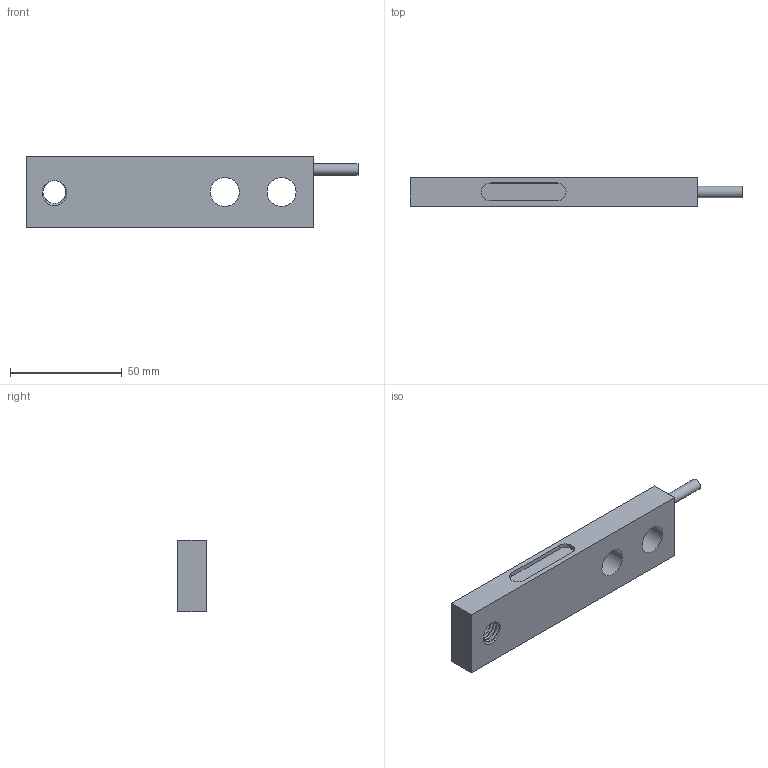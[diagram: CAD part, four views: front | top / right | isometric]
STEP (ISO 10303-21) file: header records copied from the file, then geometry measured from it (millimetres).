
FILE_DESCRIPTION(/* description */ (''),/* implementation_level */ '2;1');
FILE_NAME(/* name */ '563YSBKUN-200kg v1.step',/* time_stamp */ '2020-02-06T15:22:30-08:00',/* author */ (''),/* organization */ (''),/* preprocessor_version */ 'ST-DEVELOPER v18',/* originating_system */ 'Autodesk Translation Framework v8.12.0.6',/* authorisation */ '');
FILE_SCHEMA (('AUTOMOTIVE_DESIGN { 1 0 10303 214 3 1 1 }'));
Length unit declared in the file: millimetre
Products named in the file (1): 563YSBKUN-200kg
Bounding box: 148.5 x 12.7 x 31.8 mm (x, y, z)
Volume: 46686.5 mm3; surface area: 13970.3 mm2
Topology: 1 solids, 1 shells, 41 faces, 104 edges, 68 vertices
Faces by surface type: cylinder 26, plane 13, bspline 2
Full cylindrical faces by diameter (mm): 5.1 x1, 10.274 x8, 12.226 x7, 13 x2
Entity records: 3251 total; most frequent: CARTESIAN_POINT 2275, ORIENTED_EDGE 208, DIRECTION 166, EDGE_CURVE 104, VERTEX_POINT 68, AXIS2_PLACEMENT_3D 59, EDGE_LOOP 50, LINE 48
